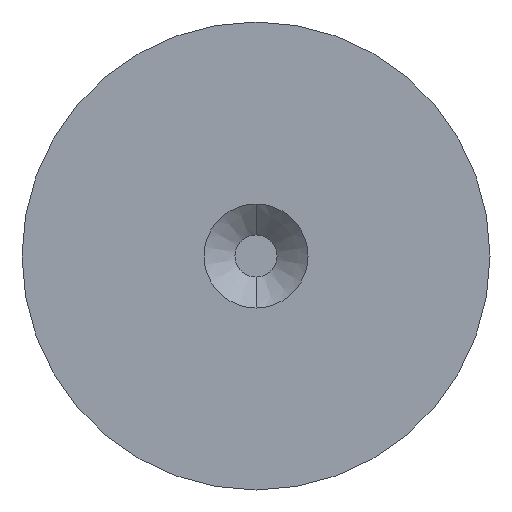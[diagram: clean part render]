
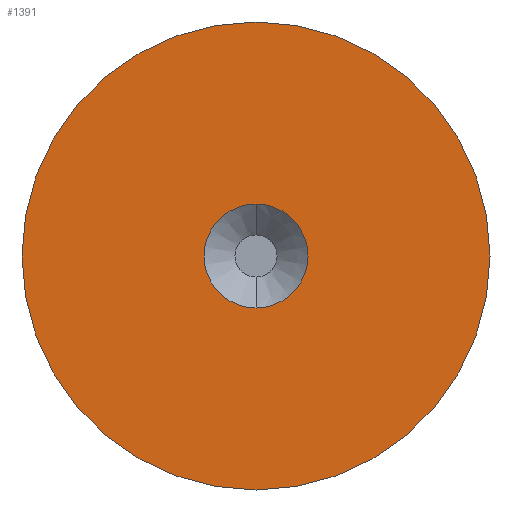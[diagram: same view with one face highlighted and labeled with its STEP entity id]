
A CAD part, front view. The second image highlights one B-rep face of the part: STEP entity #1391.
In plain terms, the highlighted planar face has unit normal (0, -1, 0).
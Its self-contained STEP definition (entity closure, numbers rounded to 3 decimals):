
#38 = VERTEX_POINT ( 'NONE', #2803 ) ;
#45 = FACE_OUTER_BOUND ( 'NONE', #523, .T. ) ;
#119 = ORIENTED_EDGE ( 'NONE', *, *, #2765, .T. ) ;
#172 = DIRECTION ( 'NONE',  ( 0., -1., 0. ) ) ;
#318 = EDGE_CURVE ( 'NONE', #38, #1951, #1376, .T. ) ;
#377 = CARTESIAN_POINT ( 'NONE',  ( 0., -2., 1. ) ) ;
#384 = AXIS2_PLACEMENT_3D ( 'NONE', #1827, #698, #471 ) ;
#462 = VERTEX_POINT ( 'NONE', #1633 ) ;
#471 = DIRECTION ( 'NONE',  ( 0., 0., -1. ) ) ;
#523 = EDGE_LOOP ( 'NONE', ( #1223, #119 ) ) ;
#681 = FACE_BOUND ( 'NONE', #2526, .T. ) ;
#698 = DIRECTION ( 'NONE',  ( 0., -1., 0. ) ) ;
#757 = AXIS2_PLACEMENT_3D ( 'NONE', #1724, #172, #1946 ) ;
#767 = CARTESIAN_POINT ( 'NONE',  ( 0., -2., -4.5 ) ) ;
#772 = CARTESIAN_POINT ( 'NONE',  ( 0., -2., 0. ) ) ;
#804 = EDGE_CURVE ( 'NONE', #1094, #462, #1295, .T. ) ;
#906 = AXIS2_PLACEMENT_3D ( 'NONE', #1627, #1153, #2513 ) ;
#1094 = VERTEX_POINT ( 'NONE', #377 ) ;
#1121 = EDGE_CURVE ( 'NONE', #462, #1094, #2231, .T. ) ;
#1144 = CARTESIAN_POINT ( 'NONE',  ( 0., -2., 0. ) ) ;
#1153 = DIRECTION ( 'NONE',  ( 0., -1., 0. ) ) ;
#1223 = ORIENTED_EDGE ( 'NONE', *, *, #318, .T. ) ;
#1285 = AXIS2_PLACEMENT_3D ( 'NONE', #772, #2527, #1412 ) ;
#1295 = CIRCLE ( 'NONE', #384, 1. ) ;
#1376 = CIRCLE ( 'NONE', #1285, 4.5 ) ;
#1391 = ADVANCED_FACE ( 'NONE', ( #681, #45 ), #1861, .T. ) ;
#1412 = DIRECTION ( 'NONE',  ( 0., 0., -1. ) ) ;
#1591 = DIRECTION ( 'NONE',  ( 0., -1., 0. ) ) ;
#1627 = CARTESIAN_POINT ( 'NONE',  ( 0., -2., 0. ) ) ;
#1632 = AXIS2_PLACEMENT_3D ( 'NONE', #1144, #1591, #2299 ) ;
#1633 = CARTESIAN_POINT ( 'NONE',  ( 0., -2., -1. ) ) ;
#1658 = ORIENTED_EDGE ( 'NONE', *, *, #1121, .F. ) ;
#1724 = CARTESIAN_POINT ( 'NONE',  ( 0., -2., 0. ) ) ;
#1827 = CARTESIAN_POINT ( 'NONE',  ( 0., -2., 0. ) ) ;
#1861 = PLANE ( 'NONE',  #906 ) ;
#1946 = DIRECTION ( 'NONE',  ( 0., 0., -1. ) ) ;
#1951 = VERTEX_POINT ( 'NONE', #767 ) ;
#2163 = CIRCLE ( 'NONE', #1632, 4.5 ) ;
#2194 = ORIENTED_EDGE ( 'NONE', *, *, #804, .F. ) ;
#2231 = CIRCLE ( 'NONE', #757, 1. ) ;
#2299 = DIRECTION ( 'NONE',  ( 0., 0., -1. ) ) ;
#2513 = DIRECTION ( 'NONE',  ( 0., 0., -1. ) ) ;
#2526 = EDGE_LOOP ( 'NONE', ( #1658, #2194 ) ) ;
#2527 = DIRECTION ( 'NONE',  ( 0., -1., 0. ) ) ;
#2765 = EDGE_CURVE ( 'NONE', #1951, #38, #2163, .T. ) ;
#2803 = CARTESIAN_POINT ( 'NONE',  ( 0., -2., 4.5 ) ) ;
